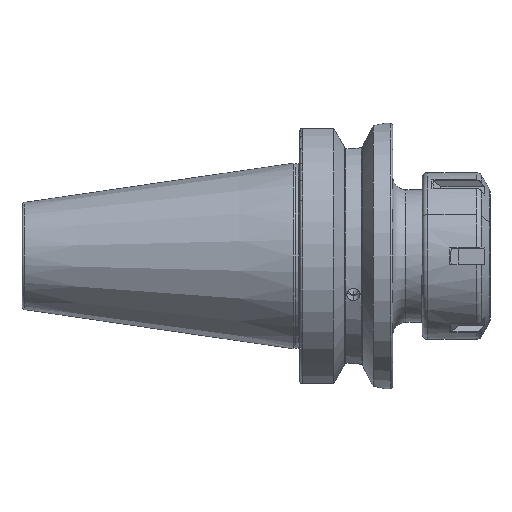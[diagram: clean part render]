
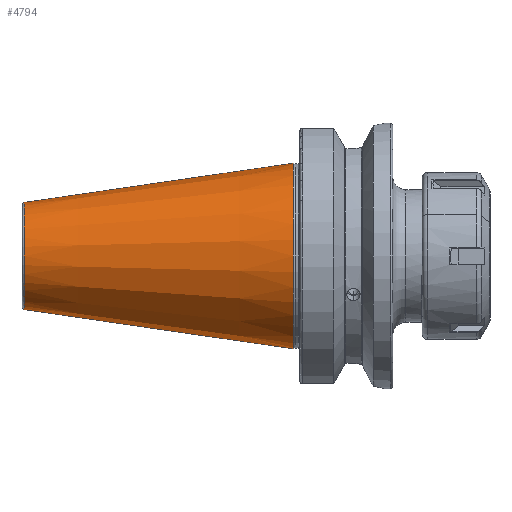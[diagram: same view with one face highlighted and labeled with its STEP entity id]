
A CAD part, front view. The second image highlights one B-rep face of the part: STEP entity #4794.
In plain terms, the highlighted conical face has half-angle 8.297 degrees and reference radius 34.998 mm.
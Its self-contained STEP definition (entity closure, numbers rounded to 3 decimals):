
#64 = AXIS2_PLACEMENT_3D ( 'NONE', #12555, #12575, #12578 ) ;
#239 = CIRCLE ( 'NONE', #64, 34.998 ) ;
#598 = CIRCLE ( 'NONE', #6174, 20.204 ) ;
#771 = LINE ( 'NONE', #8393, #785 ) ;
#785 = VECTOR ( 'NONE', #8385, 1000. ) ;
#802 = VECTOR ( 'NONE', #8807, 1000. ) ;
#812 = LINE ( 'NONE', #8742, #802 ) ;
#2987 = EDGE_LOOP ( 'NONE', ( #22408, #22535, #22537, #22472 ) ) ;
#4794 = ADVANCED_FACE ( 'NONE', ( #20108 ), #20139, .T. ) ;
#5580 = DIRECTION ( 'NONE',  ( -1., 0., 0. ) ) ;
#5586 = CARTESIAN_POINT ( 'NONE',  ( -103.944, 0., 0. ) ) ;
#5602 = DIRECTION ( 'NONE',  ( 0., 0., 1. ) ) ;
#6174 = AXIS2_PLACEMENT_3D ( 'NONE', #5586, #5580, #5602 ) ;
#8385 = DIRECTION ( 'NONE',  ( 0.99, 0., -0.144 ) ) ;
#8393 = CARTESIAN_POINT ( 'NONE',  ( -2.5, 0., -34.998 ) ) ;
#8742 = CARTESIAN_POINT ( 'NONE',  ( -2.5, 0., 34.998 ) ) ;
#8807 = DIRECTION ( 'NONE',  ( 0.99, 0., 0.144 ) ) ;
#11799 = CARTESIAN_POINT ( 'NONE',  ( -2.5, 0., -34.998 ) ) ;
#11883 = CARTESIAN_POINT ( 'NONE',  ( -2.5, 0., 34.998 ) ) ;
#12042 = CARTESIAN_POINT ( 'NONE',  ( -103.944, 0., 20.204 ) ) ;
#12056 = CARTESIAN_POINT ( 'NONE',  ( -103.944, 0., -20.204 ) ) ;
#12555 = CARTESIAN_POINT ( 'NONE',  ( -2.5, 0., 0. ) ) ;
#12575 = DIRECTION ( 'NONE',  ( -1., 0., 0. ) ) ;
#12578 = DIRECTION ( 'NONE',  ( 0., 0., 1. ) ) ;
#15800 = VERTEX_POINT ( 'NONE', #11799 ) ;
#15820 = VERTEX_POINT ( 'NONE', #11883 ) ;
#16667 = VERTEX_POINT ( 'NONE', #12056 ) ;
#16688 = VERTEX_POINT ( 'NONE', #12042 ) ;
#17738 = EDGE_CURVE ( 'NONE', #15800, #15820, #239, .T. ) ;
#18217 = EDGE_CURVE ( 'NONE', #16667, #16688, #598, .T. ) ;
#19790 = CARTESIAN_POINT ( 'NONE',  ( -2.5, 0., 0. ) ) ;
#19792 = DIRECTION ( 'NONE',  ( 1., 0., 0. ) ) ;
#19813 = DIRECTION ( 'NONE',  ( 0., 0., -1. ) ) ;
#20108 = FACE_OUTER_BOUND ( 'NONE', #2987, .T. ) ;
#20139 = CONICAL_SURFACE ( 'NONE', #22920, 34.998, 0.145 ) ;
#22408 = ORIENTED_EDGE ( 'NONE', *, *, #22639, .F. ) ;
#22472 = ORIENTED_EDGE ( 'NONE', *, *, #17738, .T. ) ;
#22535 = ORIENTED_EDGE ( 'NONE', *, *, #18217, .F. ) ;
#22537 = ORIENTED_EDGE ( 'NONE', *, *, #22599, .T. ) ;
#22599 = EDGE_CURVE ( 'NONE', #16667, #15800, #771, .T. ) ;
#22639 = EDGE_CURVE ( 'NONE', #16688, #15820, #812, .T. ) ;
#22920 = AXIS2_PLACEMENT_3D ( 'NONE', #19790, #19792, #19813 ) ;
